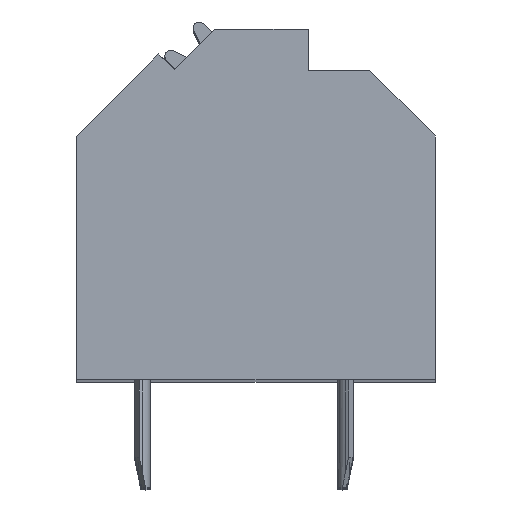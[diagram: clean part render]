
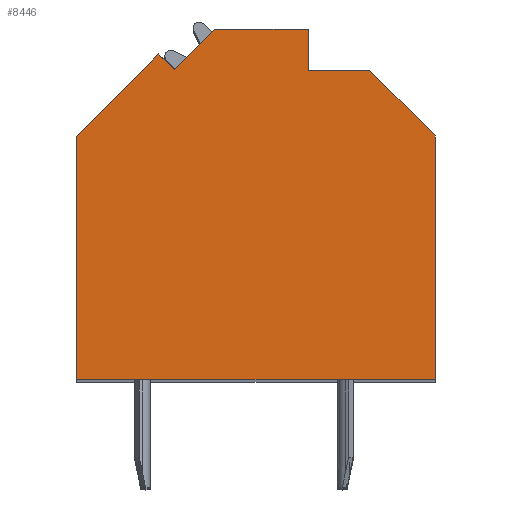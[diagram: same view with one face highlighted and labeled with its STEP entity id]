
A CAD part, top view. The second image highlights one B-rep face of the part: STEP entity #8446.
In plain terms, the highlighted planar face has unit normal (0, 0, 1).
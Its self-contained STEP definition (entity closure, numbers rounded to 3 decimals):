
#699=DIRECTION('',(-0.707,-0.707,0.));
#700=VECTOR('',#699,1.897);
#701=CARTESIAN_POINT('',(-1.39,5.718,49.125));
#702=LINE('',#701,#700);
#703=DIRECTION('',(-1.,0.,0.));
#704=VECTOR('',#703,3.14);
#705=CARTESIAN_POINT('',(1.75,5.718,49.125));
#706=LINE('',#705,#704);
#707=DIRECTION('',(0.,1.,0.));
#708=VECTOR('',#707,1.368);
#709=CARTESIAN_POINT('',(1.75,4.35,49.125));
#710=LINE('',#709,#708);
#711=DIRECTION('',(-1.,0.,0.));
#712=VECTOR('',#711,2.05);
#713=CARTESIAN_POINT('',(3.8,4.35,49.125));
#714=LINE('',#713,#712);
#715=DIRECTION('',(-0.707,0.707,0.));
#716=VECTOR('',#715,3.111);
#717=CARTESIAN_POINT('',(6.,2.15,49.125));
#718=LINE('',#717,#716);
#719=DIRECTION('',(0.,1.,0.));
#720=VECTOR('',#719,8.15);
#721=CARTESIAN_POINT('',(6.,-6.,49.125));
#722=LINE('',#721,#720);
#723=DIRECTION('',(1.,0.,0.));
#724=VECTOR('',#723,12.);
#725=CARTESIAN_POINT('',(-6.,-6.,49.125));
#726=LINE('',#725,#724);
#727=DIRECTION('',(0.,-1.,0.));
#728=VECTOR('',#727,8.14);
#729=CARTESIAN_POINT('',(-6.,2.14,49.125));
#730=LINE('',#729,#728);
#731=DIRECTION('',(-0.707,-0.707,0.));
#732=VECTOR('',#731,3.892);
#733=CARTESIAN_POINT('',(-3.248,4.892,49.125));
#734=LINE('',#733,#732);
#735=DIRECTION('',(-0.707,0.707,0.));
#736=VECTOR('',#735,0.73);
#737=CARTESIAN_POINT('',(-2.732,4.376,49.125));
#738=LINE('',#737,#736);
#5925=CARTESIAN_POINT('',(-1.39,5.718,49.125));
#5926=CARTESIAN_POINT('',(-2.732,4.376,49.125));
#5927=VERTEX_POINT('',#5925);
#5928=VERTEX_POINT('',#5926);
#5929=CARTESIAN_POINT('',(-3.248,4.892,49.125));
#5930=VERTEX_POINT('',#5929);
#5931=CARTESIAN_POINT('',(-6.,2.14,49.125));
#5932=VERTEX_POINT('',#5931);
#5933=CARTESIAN_POINT('',(-6.,-6.,49.125));
#5934=VERTEX_POINT('',#5933);
#5935=CARTESIAN_POINT('',(6.,-6.,49.125));
#5936=VERTEX_POINT('',#5935);
#5937=CARTESIAN_POINT('',(6.,2.15,49.125));
#5938=VERTEX_POINT('',#5937);
#5939=CARTESIAN_POINT('',(3.8,4.35,49.125));
#5940=VERTEX_POINT('',#5939);
#5941=CARTESIAN_POINT('',(1.75,4.35,49.125));
#5942=VERTEX_POINT('',#5941);
#5943=CARTESIAN_POINT('',(1.75,5.718,49.125));
#5944=VERTEX_POINT('',#5943);
#8422=CARTESIAN_POINT('',(0.,0.,49.125));
#8423=DIRECTION('',(0.,0.,1.));
#8424=DIRECTION('',(1.,0.,0.));
#8425=AXIS2_PLACEMENT_3D('',#8422,#8423,#8424);
#8426=PLANE('',#8425);
#8428=ORIENTED_EDGE('',*,*,#8427,.F.);
#8430=ORIENTED_EDGE('',*,*,#8429,.F.);
#8432=ORIENTED_EDGE('',*,*,#8431,.F.);
#8434=ORIENTED_EDGE('',*,*,#8433,.F.);
#8436=ORIENTED_EDGE('',*,*,#8435,.F.);
#8438=ORIENTED_EDGE('',*,*,#8437,.F.);
#8440=ORIENTED_EDGE('',*,*,#8439,.F.);
#8441=ORIENTED_EDGE('',*,*,#8019,.F.);
#8442=ORIENTED_EDGE('',*,*,#8291,.F.);
#8443=ORIENTED_EDGE('',*,*,#7973,.F.);
#8444=EDGE_LOOP('',(#8428,#8430,#8432,#8434,#8436,#8438,#8440,#8441,#8442,
#8443));
#8445=FACE_OUTER_BOUND('',#8444,.F.);
#7973=EDGE_CURVE('',#5928,#5930,#738,.T.);
#8019=EDGE_CURVE('',#5932,#5934,#730,.T.);
#8291=EDGE_CURVE('',#5930,#5932,#734,.T.);
#8427=EDGE_CURVE('',#5927,#5928,#702,.T.);
#8429=EDGE_CURVE('',#5944,#5927,#706,.T.);
#8431=EDGE_CURVE('',#5942,#5944,#710,.T.);
#8433=EDGE_CURVE('',#5940,#5942,#714,.T.);
#8435=EDGE_CURVE('',#5938,#5940,#718,.T.);
#8437=EDGE_CURVE('',#5936,#5938,#722,.T.);
#8439=EDGE_CURVE('',#5934,#5936,#726,.T.);
#8446=ADVANCED_FACE('',(#8445),#8426,.T.);
